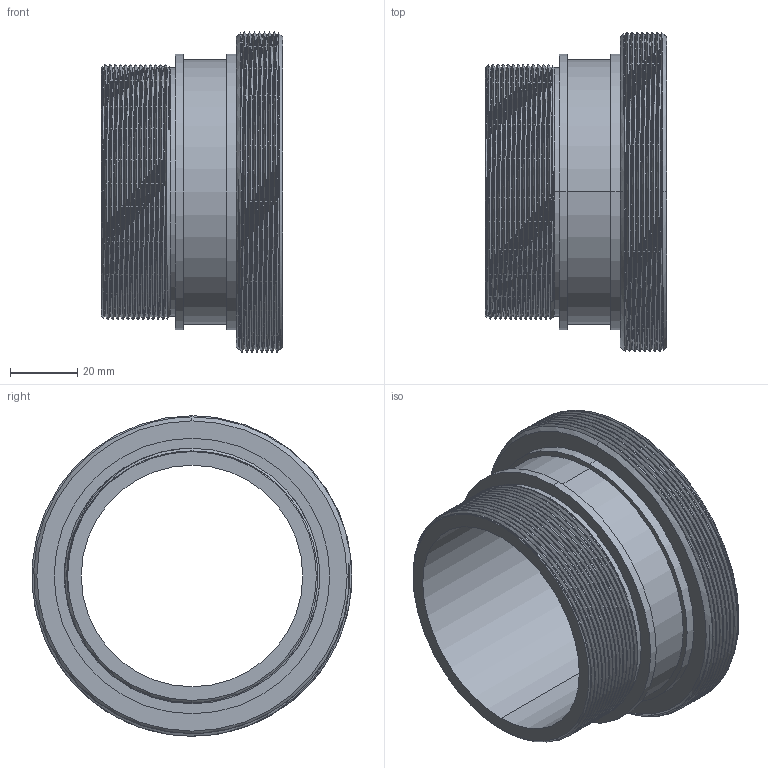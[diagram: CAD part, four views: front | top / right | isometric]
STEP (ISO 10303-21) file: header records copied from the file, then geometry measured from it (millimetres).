
FILE_DESCRIPTION (( 'STEP AP203' ), '1' );
FILE_NAME ('3D-M2035P_65 2 1-2_174221050.STEP', '2024-09-06T11:44:39', ( '' ), ( '' ), 'SwSTEP 2.0', 'SolidWorks 2024', '' );
FILE_SCHEMA (( 'CONFIG_CONTROL_DESIGN' ));
Length unit declared in the file: millimetre
Products named in the file (1): 3D-M2035P_65 2 1-2_174221050
Bounding box: 54 x 95.22 x 95.42 mm (x, y, z)
Volume: 92726.6 mm3; surface area: 38723.8 mm2
Topology: 1 solids, 1 shells, 81 faces, 214 edges, 141 vertices
Faces by surface type: cylinder 56, cone 10, plane 9, bspline 6
Entity records: 6886 total; most frequent: CARTESIAN_POINT 5088, ORIENTED_EDGE 428, DIRECTION 296, EDGE_CURVE 214, VERTEX_POINT 141, AXIS2_PLACEMENT_3D 116, EDGE_LOOP 89, FACE_OUTER_BOUND 81
